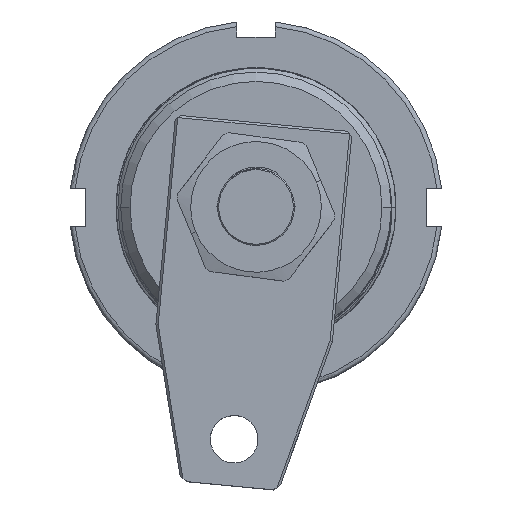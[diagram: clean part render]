
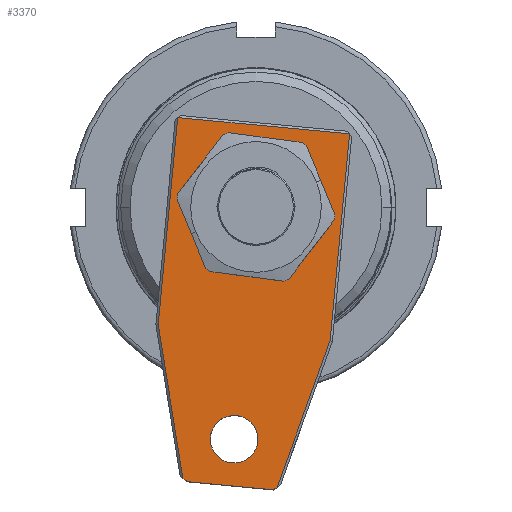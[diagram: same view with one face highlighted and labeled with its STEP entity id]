
A CAD part, top view. The second image highlights one B-rep face of the part: STEP entity #3370.
In plain terms, the highlighted planar face has unit normal (0, 0, 1).
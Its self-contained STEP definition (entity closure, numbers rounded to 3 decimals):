
#290 = DIRECTION ( 'NONE',  ( -1., 0., 0. ) ) ;
#493 = DIRECTION ( 'NONE',  ( 0., 0., 1. ) ) ;
#793 = DIRECTION ( 'NONE',  ( 1., 0., 0. ) ) ;
#1206 = ORIENTED_EDGE ( 'NONE', *, *, #6910, .T. ) ;
#1348 = CARTESIAN_POINT ( 'NONE',  ( -48.119, 0., 19. ) ) ;
#1442 = CARTESIAN_POINT ( 'NONE',  ( -43.019, 0., 19. ) ) ;
#1488 = VERTEX_POINT ( 'NONE', #5474 ) ;
#1499 = DIRECTION ( 'NONE',  ( 0., 0., 1. ) ) ;
#1508 = CARTESIAN_POINT ( 'NONE',  ( 24.481, 18.5, 19. ) ) ;
#1587 = CARTESIAN_POINT ( 'NONE',  ( -20.088, 18.5, 19. ) ) ;
#1698 = ORIENTED_EDGE ( 'NONE', *, *, #12463, .F. ) ;
#1818 = LINE ( 'NONE', #8730, #12910 ) ;
#1856 = LINE ( 'NONE', #4906, #7254 ) ;
#2078 = VERTEX_POINT ( 'NONE', #11787 ) ;
#2103 = CARTESIAN_POINT ( 'NONE',  ( -52.366, -10.152, 19. ) ) ;
#2126 = EDGE_CURVE ( 'NONE', #10704, #9389, #11075, .T. ) ;
#2130 = VERTEX_POINT ( 'NONE', #1348 ) ;
#2542 = DIRECTION ( 'NONE',  ( 1., 0., 0. ) ) ;
#2555 = CARTESIAN_POINT ( 'NONE',  ( -51.925, 10.266, 19. ) ) ;
#2562 = VERTEX_POINT ( 'NONE', #12112 ) ;
#3017 = CARTESIAN_POINT ( 'NONE',  ( -20.026, -18.516, 19. ) ) ;
#3125 = EDGE_LOOP ( 'NONE', ( #1698, #10902 ) ) ;
#3238 = FACE_BOUND ( 'NONE', #10451, .T. ) ;
#3296 = CARTESIAN_POINT ( 'NONE',  ( -31.259, -31.259, 19. ) ) ;
#3346 = EDGE_CURVE ( 'NONE', #2562, #7289, #8964, .T. ) ;
#3370 = ADVANCED_FACE ( 'NONE', ( #3238, #11476, #9288 ), #9340, .T. ) ;
#3382 = AXIS2_PLACEMENT_3D ( 'NONE', #1442, #8977, #2542 ) ;
#3434 = DIRECTION ( 'NONE',  ( 0.968, -0.25, 0. ) ) ;
#3442 = CARTESIAN_POINT ( 'NONE',  ( -53.019, -9.5, 19. ) ) ;
#3601 = ORIENTED_EDGE ( 'NONE', *, *, #10518, .T. ) ;
#3866 = CARTESIAN_POINT ( 'NONE',  ( 6.981, 0., 19. ) ) ;
#3949 = ORIENTED_EDGE ( 'NONE', *, *, #9168, .T. ) ;
#4009 = CIRCLE ( 'NONE', #7505, 12.5 ) ;
#4064 = DIRECTION ( 'NONE',  ( 1., 0., 0. ) ) ;
#4555 = ORIENTED_EDGE ( 'NONE', *, *, #3346, .T. ) ;
#4557 = EDGE_CURVE ( 'NONE', #10057, #11888, #1856, .T. ) ;
#4832 = AXIS2_PLACEMENT_3D ( 'NONE', #7960, #1499, #9017 ) ;
#4906 = CARTESIAN_POINT ( 'NONE',  ( 24.481, 18., 19. ) ) ;
#4937 = DIRECTION ( 'NONE',  ( 1., 0., 0. ) ) ;
#4973 = EDGE_CURVE ( 'NONE', #7289, #9284, #5555, .T. ) ;
#5474 = CARTESIAN_POINT ( 'NONE',  ( 19.481, 0., 19. ) ) ;
#5555 = LINE ( 'NONE', #8787, #13483 ) ;
#5643 = LINE ( 'NONE', #11583, #8183 ) ;
#5804 = AXIS2_PLACEMENT_3D ( 'NONE', #3866, #11368, #4937 ) ;
#6101 = VECTOR ( 'NONE', #13628, 1000. ) ;
#6789 = DIRECTION ( 'NONE',  ( -0.968, -0.25, 0. ) ) ;
#6885 = CARTESIAN_POINT ( 'NONE',  ( -20.088, -18.5, 19. ) ) ;
#6910 = EDGE_CURVE ( 'NONE', #11888, #10295, #1818, .T. ) ;
#6922 = CARTESIAN_POINT ( 'NONE',  ( 6.981, 0., 19. ) ) ;
#6990 = EDGE_CURVE ( 'NONE', #1488, #2078, #4009, .T. ) ;
#7167 = EDGE_LOOP ( 'NONE', ( #1206, #12103, #4555, #12665, #3949, #9957, #3601, #11206 ) ) ;
#7174 = VECTOR ( 'NONE', #6789, 1000. ) ;
#7190 = EDGE_CURVE ( 'NONE', #2078, #1488, #11571, .T. ) ;
#7199 = VECTOR ( 'NONE', #3434, 1000. ) ;
#7235 = DIRECTION ( 'NONE',  ( 0., 0., 1. ) ) ;
#7254 = VECTOR ( 'NONE', #12410, 1000. ) ;
#7289 = VERTEX_POINT ( 'NONE', #8226 ) ;
#7333 = CIRCLE ( 'NONE', #3382, 5.1 ) ;
#7480 = DIRECTION ( 'NONE',  ( 0., -1., 0. ) ) ;
#7505 = AXIS2_PLACEMENT_3D ( 'NONE', #6922, #493, #8015 ) ;
#7960 = CARTESIAN_POINT ( 'NONE',  ( -43.019, 0., 19. ) ) ;
#8015 = DIRECTION ( 'NONE',  ( 1., 0., 0. ) ) ;
#8183 = VECTOR ( 'NONE', #4064, 1000. ) ;
#8226 = CARTESIAN_POINT ( 'NONE',  ( -53.019, 9.107, 19. ) ) ;
#8249 = ORIENTED_EDGE ( 'NONE', *, *, #6990, .F. ) ;
#8730 = CARTESIAN_POINT ( 'NONE',  ( -20.152, 18.5, 19. ) ) ;
#8787 = CARTESIAN_POINT ( 'NONE',  ( -53.019, 10.5, 19. ) ) ;
#8964 = LINE ( 'NONE', #12532, #6101 ) ;
#8977 = DIRECTION ( 'NONE',  ( 0., 0., 1. ) ) ;
#9017 = DIRECTION ( 'NONE',  ( 1., 0., 0. ) ) ;
#9168 = EDGE_CURVE ( 'NONE', #9284, #10704, #9859, .T. ) ;
#9284 = VERTEX_POINT ( 'NONE', #3442 ) ;
#9288 = FACE_OUTER_BOUND ( 'NONE', #7167, .T. ) ;
#9340 = PLANE ( 'NONE',  #11753 ) ;
#9389 = VERTEX_POINT ( 'NONE', #6885 ) ;
#9623 = EDGE_CURVE ( 'NONE', #10295, #2562, #12864, .T. ) ;
#9859 = LINE ( 'NONE', #3296, #12386 ) ;
#9957 = ORIENTED_EDGE ( 'NONE', *, *, #2126, .T. ) ;
#10057 = VERTEX_POINT ( 'NONE', #10129 ) ;
#10129 = CARTESIAN_POINT ( 'NONE',  ( 24.481, -18.5, 19. ) ) ;
#10295 = VERTEX_POINT ( 'NONE', #1587 ) ;
#10451 = EDGE_LOOP ( 'NONE', ( #8249, #12461 ) ) ;
#10518 = EDGE_CURVE ( 'NONE', #9389, #10057, #5643, .T. ) ;
#10618 = CARTESIAN_POINT ( 'NONE',  ( -37.919, 0., 19. ) ) ;
#10704 = VERTEX_POINT ( 'NONE', #2103 ) ;
#10859 = DIRECTION ( 'NONE',  ( 0.707, -0.707, 0. ) ) ;
#10902 = ORIENTED_EDGE ( 'NONE', *, *, #12432, .F. ) ;
#11075 = LINE ( 'NONE', #3017, #7199 ) ;
#11206 = ORIENTED_EDGE ( 'NONE', *, *, #4557, .T. ) ;
#11368 = DIRECTION ( 'NONE',  ( 0., 0., 1. ) ) ;
#11476 = FACE_BOUND ( 'NONE', #3125, .T. ) ;
#11571 = CIRCLE ( 'NONE', #5804, 12.5 ) ;
#11583 = CARTESIAN_POINT ( 'NONE',  ( 23.981, -18.5, 19. ) ) ;
#11753 = AXIS2_PLACEMENT_3D ( 'NONE', #13672, #7235, #793 ) ;
#11787 = CARTESIAN_POINT ( 'NONE',  ( -5.519, 0., 19. ) ) ;
#11888 = VERTEX_POINT ( 'NONE', #1508 ) ;
#12075 = VERTEX_POINT ( 'NONE', #10618 ) ;
#12103 = ORIENTED_EDGE ( 'NONE', *, *, #9623, .T. ) ;
#12112 = CARTESIAN_POINT ( 'NONE',  ( -52.409, 10.141, 19. ) ) ;
#12372 = CIRCLE ( 'NONE', #4832, 5.1 ) ;
#12386 = VECTOR ( 'NONE', #10859, 1000. ) ;
#12410 = DIRECTION ( 'NONE',  ( 0., 1., 0. ) ) ;
#12432 = EDGE_CURVE ( 'NONE', #2130, #12075, #7333, .T. ) ;
#12461 = ORIENTED_EDGE ( 'NONE', *, *, #7190, .F. ) ;
#12463 = EDGE_CURVE ( 'NONE', #12075, #2130, #12372, .T. ) ;
#12532 = CARTESIAN_POINT ( 'NONE',  ( -43.344, 25.531, 19. ) ) ;
#12665 = ORIENTED_EDGE ( 'NONE', *, *, #4973, .T. ) ;
#12864 = LINE ( 'NONE', #2555, #7174 ) ;
#12910 = VECTOR ( 'NONE', #290, 1000. ) ;
#13483 = VECTOR ( 'NONE', #7480, 1000. ) ;
#13628 = DIRECTION ( 'NONE',  ( -0.508, -0.862, 0. ) ) ;
#13672 = CARTESIAN_POINT ( 'NONE',  ( 0., 0., 19. ) ) ;
